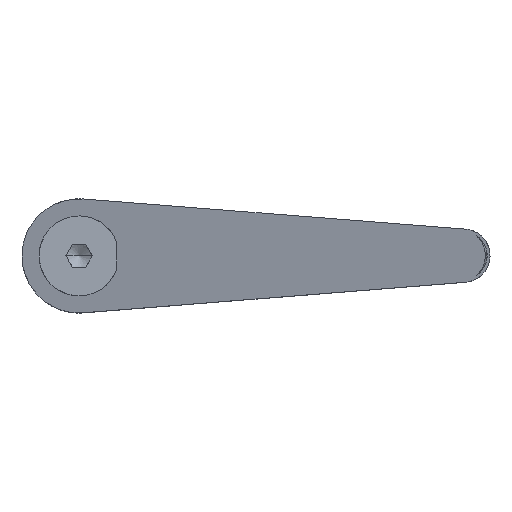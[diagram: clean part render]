
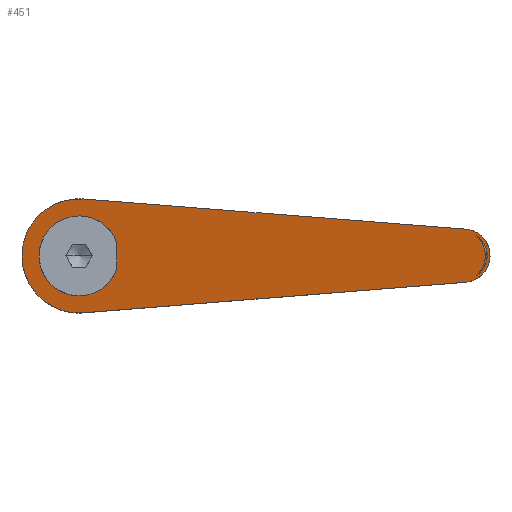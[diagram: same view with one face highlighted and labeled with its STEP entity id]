
A CAD part, top view. The second image highlights one B-rep face of the part: STEP entity #451.
In plain terms, the highlighted planar face has unit normal (-0.26, 0, 0.966).
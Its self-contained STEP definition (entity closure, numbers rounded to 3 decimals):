
#227=EDGE_CURVE('',#347,#599,#641,.T.);
#279=VERTEX_POINT('',#699);
#281=EDGE_CURVE('',#337,#503,#701,.T.);
#337=VERTEX_POINT('',#765);
#347=VERTEX_POINT('',#775);
#415=VERTEX_POINT('',#853);
#435=VERTEX_POINT('',#876);
#451=ADVANCED_FACE('',(#894,#895,#896),#897,.F.);
#489=EDGE_CURVE('',#279,#499,#936,.T.);
#495=EDGE_CURVE('',#499,#337,#942,.T.);
#499=VERTEX_POINT('',#947);
#503=VERTEX_POINT('',#951);
#509=EDGE_CURVE('',#435,#607,#959,.T.);
#513=EDGE_CURVE('',#347,#599,#963,.T.);
#517=EDGE_CURVE('',#503,#279,#967,.T.);
#535=EDGE_CURVE('',#603,#561,#989,.T.);
#557=EDGE_CURVE('',#561,#415,#1011,.T.);
#559=EDGE_CURVE('',#415,#435,#1013,.T.);
#561=VERTEX_POINT('',#1015);
#599=VERTEX_POINT('',#1058);
#601=EDGE_CURVE('',#607,#603,#1060,.T.);
#603=VERTEX_POINT('',#1062);
#607=VERTEX_POINT('',#1066);
#641=ELLIPSE('',#1098,6.472,6.25);
#699=CARTESIAN_POINT('',(0.,-10.5,47.837));
#701=ELLIPSE('',#1187,10.874,10.5);
#765=CARTESIAN_POINT('',(9.896,3.511,50.5));
#775=CARTESIAN_POINT('',(104.372,5.262,75.926));
#853=CARTESIAN_POINT('',(1.188,14.953,48.157));
#876=CARTESIAN_POINT('',(-15.0,0.,43.8));
#894=FACE_OUTER_BOUND('',#1476,.T.);
#895=FACE_BOUND('',#1477,.T.);
#896=FACE_BOUND('',#1478,.T.);
#897=PLANE('',#1479);
#936=ELLIPSE('',#1537,10.874,10.5);
#942=LINE('',#1546,#1547);
#947=CARTESIAN_POINT('',(9.896,-3.511,50.5));
#951=CARTESIAN_POINT('',(0.,10.5,47.837));
#959=ELLIPSE('',#1567,15.534,15.0);
#963=CIRCLE('',#1573,6.813);
#967=ELLIPSE('',#1578,10.874,10.5);
#989=ELLIPSE('',#1606,7.249,7.0);
#1011=LINE('',#1648,#1649);
#1013=ELLIPSE('',#1652,15.534,15.0);
#1015=CARTESIAN_POINT('',(101.554,6.978,75.167));
#1058=CARTESIAN_POINT('',(104.372,-5.262,75.926));
#1060=LINE('',#1719,#1720);
#1062=CARTESIAN_POINT('',(101.554,-6.978,75.167));
#1066=CARTESIAN_POINT('',(1.188,-14.953,48.157));
#1098=AXIS2_PLACEMENT_3D('',#1752,#1753,#1754);
#1187=AXIS2_PLACEMENT_3D('',#1814,#1815,#1816);
#1476=EDGE_LOOP('',(#2057,#2058,#2059,#2060,#2061));
#1477=EDGE_LOOP('',(#2062,#2063,#2064,#2065));
#1478=EDGE_LOOP('',(#2066,#2067));
#1479=AXIS2_PLACEMENT_3D('',#2068,#2069,#2070);
#1537=AXIS2_PLACEMENT_3D('',#2093,#2094,#2095);
#1546=CARTESIAN_POINT('',(9.896,0.,50.5));
#1547=VECTOR('',#2097,1.0);
#1567=AXIS2_PLACEMENT_3D('',#2119,#2120,#2121);
#1573=AXIS2_PLACEMENT_3D('',#2125,#2126,#2127);
#1578=AXIS2_PLACEMENT_3D('',#2128,#2129,#2130);
#1606=AXIS2_PLACEMENT_3D('',#2172,#2173,#2174);
#1648=CARTESIAN_POINT('',(56.602,10.55,63.07));
#1649=VECTOR('',#2187,1.0);
#1652=AXIS2_PLACEMENT_3D('',#2188,#2189,#2190);
#1719=CARTESIAN_POINT('',(103.416,-6.83,75.668));
#1720=VECTOR('',#2237,1.0);
#1752=CARTESIAN_POINT('',(101.0,0.,75.018));
#1753=DIRECTION('',(0.26,0.,-0.966));
#1754=DIRECTION('',(0.966,0.,0.26));
#1814=CARTESIAN_POINT('',(0.,0.,47.837));
#1815=DIRECTION('',(-0.26,0.,0.966));
#1816=DIRECTION('',(-0.966,0.0,-0.26));
#2057=ORIENTED_EDGE('',*,*,#559,.T.);
#2058=ORIENTED_EDGE('',*,*,#509,.T.);
#2059=ORIENTED_EDGE('',*,*,#601,.T.);
#2060=ORIENTED_EDGE('',*,*,#535,.T.);
#2061=ORIENTED_EDGE('',*,*,#557,.T.);
#2062=ORIENTED_EDGE('',*,*,#281,.F.);
#2063=ORIENTED_EDGE('',*,*,#495,.F.);
#2064=ORIENTED_EDGE('',*,*,#489,.F.);
#2065=ORIENTED_EDGE('',*,*,#517,.F.);
#2066=ORIENTED_EDGE('',*,*,#227,.T.);
#2067=ORIENTED_EDGE('',*,*,#513,.F.);
#2068=CARTESIAN_POINT('',(48.737,0.,60.953));
#2069=DIRECTION('',(0.26,0.,-0.966));
#2070=DIRECTION('',(0.251,0.966,0.068));
#2093=CARTESIAN_POINT('',(0.,0.,47.837));
#2094=DIRECTION('',(-0.26,0.,0.966));
#2095=DIRECTION('',(-0.966,0.0,-0.26));
#2097=DIRECTION('',(0.,1.0,0.0));
#2119=CARTESIAN_POINT('',(0.,0.,47.837));
#2120=DIRECTION('',(-0.26,0.,0.966));
#2121=DIRECTION('',(-0.966,0.,-0.26));
#2125=CARTESIAN_POINT('',(100.194,0.,74.801));
#2126=DIRECTION('',(0.26,0.,-0.966));
#2127=DIRECTION('',(0.076,0.997,0.02));
#2128=CARTESIAN_POINT('',(0.,0.,47.837));
#2129=DIRECTION('',(-0.26,0.,0.966));
#2130=DIRECTION('',(-0.966,0.0,-0.26));
#2172=CARTESIAN_POINT('',(101.0,0.,75.018));
#2173=DIRECTION('',(-0.26,0.,0.966));
#2174=DIRECTION('',(0.966,0.,0.26));
#2187=DIRECTION('',(-0.963,0.077,-0.259));
#2188=CARTESIAN_POINT('',(0.,0.,47.837));
#2189=DIRECTION('',(-0.26,0.,0.966));
#2190=DIRECTION('',(-0.966,0.,-0.26));
#2237=DIRECTION('',(0.963,0.077,0.259));
